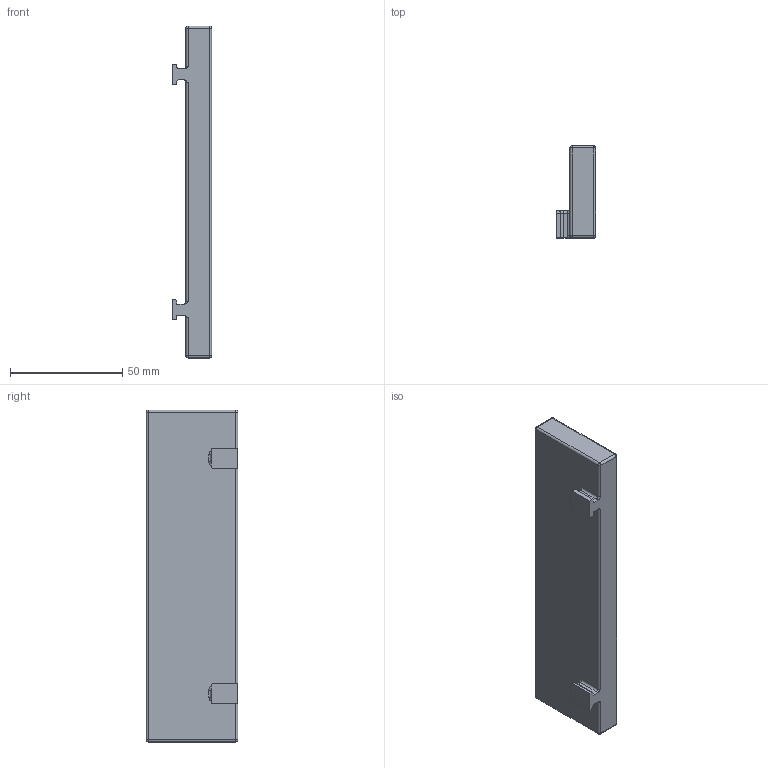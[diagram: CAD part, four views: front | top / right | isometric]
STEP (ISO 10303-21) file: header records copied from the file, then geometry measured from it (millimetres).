
FILE_DESCRIPTION(/* description */ (''),/* implementation_level */ '2;1');
FILE_NAME(/* name */ 'holderl.stp',/* time_stamp */ '2016-11-14T18:06:26+01:00',/* author */ ('Administrator'),/* organization */ (''),/* preprocessor_version */ 'ST-DEVELOPER v15.6',/* originating_system */ 'Autodesk Inventor 2015',/* authorisation */ '');
FILE_SCHEMA (('AUTOMOTIVE_DESIGN { 1 0 10303 214 3 1 1 }'));
Length unit declared in the file: millimetre
Products named in the file (1): movil
Bounding box: 17.5 x 41 x 148 mm (x, y, z)
Volume: 10702.3 mm3; surface area: 20141.7 mm2
Topology: 1 solids, 1 shells, 99 faces, 226 edges, 129 vertices
Faces by surface type: cylinder 47, plane 29, sphere 13, torus 10
Entity records: 2776 total; most frequent: DIRECTION 518, CARTESIAN_POINT 481, ORIENTED_EDGE 452, EDGE_CURVE 226, AXIS2_PLACEMENT_3D 198, VERTEX_POINT 129, LINE 122, VECTOR 122
